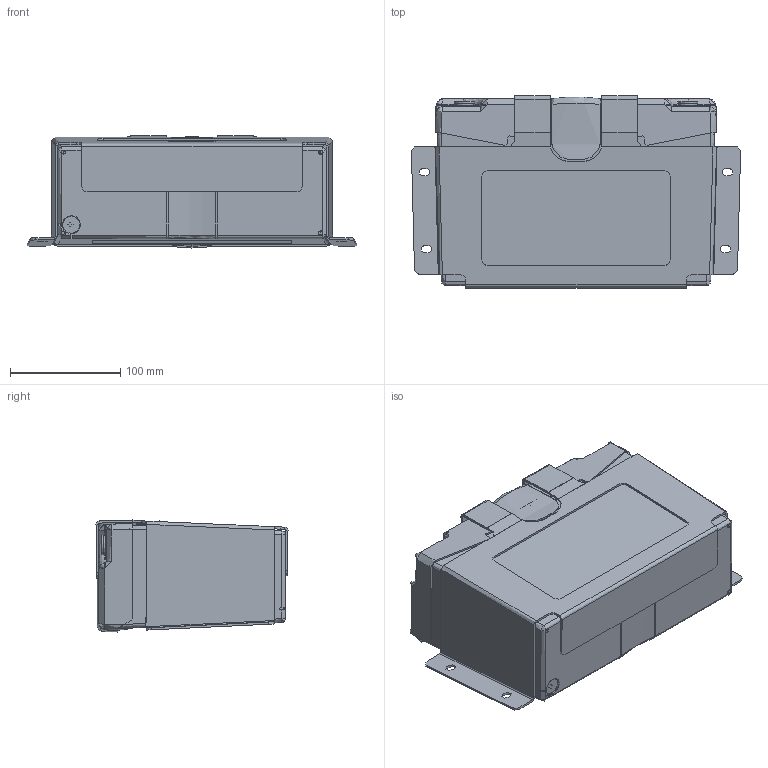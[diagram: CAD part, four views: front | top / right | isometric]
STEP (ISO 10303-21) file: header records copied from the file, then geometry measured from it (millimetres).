
FILE_DESCRIPTION (( 'STEP AP203' ), '1' );
FILE_NAME ('Mason_Incl_Bracket_12-04-2023.STEP', '2023-04-12T11:58:24', ( '' ), ( '' ), 'SwSTEP 2.0', 'SolidWorks 2021', '' );
FILE_SCHEMA (( 'CONFIG_CONTROL_DESIGN' ));
Length unit declared in the file: millimetre
Products named in the file (1): Mason_Incl_Bracket_12-04-2023
Bounding box: 298.82 x 174.31 x 101.69 mm (x, y, z)
Volume: 3881382.7 mm3; surface area: 286932.2 mm2
Topology: 2 solids, 2 shells, 564 faces, 1377 edges, 831 vertices
Faces by surface type: cylinder 192, plane 175, bspline 141, cone 30, torus 26
Entity records: 26980 total; most frequent: CARTESIAN_POINT 15222, ORIENTED_EDGE 2740, DIRECTION 1998, EDGE_CURVE 1370, VERTEX_POINT 831, AXIS2_PLACEMENT_3D 732, EDGE_LOOP 595, ADVANCED_FACE 564
